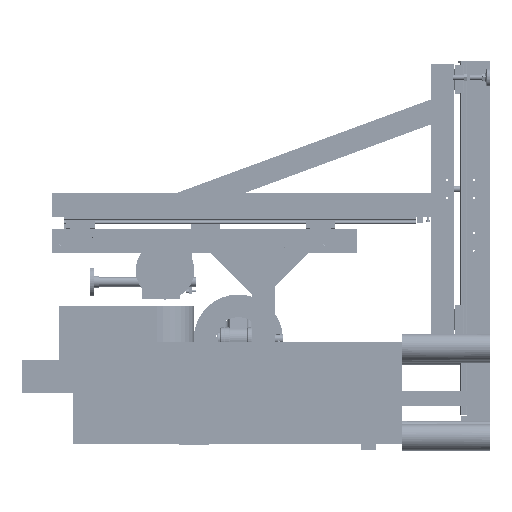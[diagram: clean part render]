
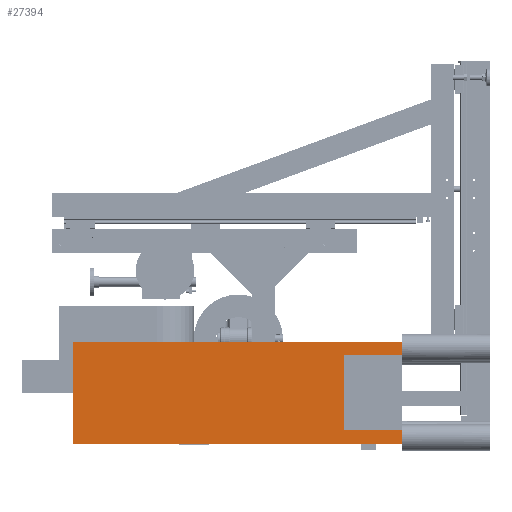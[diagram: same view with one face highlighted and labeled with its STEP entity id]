
A CAD part, left-side view. The second image highlights one B-rep face of the part: STEP entity #27394.
In plain terms, the highlighted face is planar.
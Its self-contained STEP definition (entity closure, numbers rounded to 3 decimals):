
#80 = ORIENTED_EDGE ( 'NONE', *, *, #59022, .F. ) ;
#1058 = DIRECTION ( 'NONE',  ( -1., 0., 0. ) ) ;
#1579 = VECTOR ( 'NONE', #1058, 1000. ) ;
#2076 = ORIENTED_EDGE ( 'NONE', *, *, #22590, .F. ) ;
#2092 = VERTEX_POINT ( 'NONE', #57800 ) ;
#2182 = ORIENTED_EDGE ( 'NONE', *, *, #72783, .F. ) ;
#2578 = CARTESIAN_POINT ( 'NONE',  ( 0., 0., 290. ) ) ;
#2619 = CARTESIAN_POINT ( 'NONE',  ( 303.421, 197., 290. ) ) ;
#3033 = VERTEX_POINT ( 'NONE', #6396 ) ;
#3685 = VERTEX_POINT ( 'NONE', #6283 ) ;
#6283 = CARTESIAN_POINT ( 'NONE',  ( 350., 1120., 290. ) ) ;
#6357 = VERTEX_POINT ( 'NONE', #22909 ) ;
#6396 = CARTESIAN_POINT ( 'NONE',  ( 303.421, 197., 290. ) ) ;
#7077 = CARTESIAN_POINT ( 'NONE',  ( 303.421, 0., 290. ) ) ;
#7348 = LINE ( 'NONE', #53724, #59131 ) ;
#9837 = ORIENTED_EDGE ( 'NONE', *, *, #27093, .F. ) ;
#11633 = VECTOR ( 'NONE', #15069, 1000. ) ;
#11990 = CARTESIAN_POINT ( 'NONE',  ( 350., 0., 290. ) ) ;
#12664 = VERTEX_POINT ( 'NONE', #61097 ) ;
#12697 = LINE ( 'NONE', #66919, #72852 ) ;
#14409 = LINE ( 'NONE', #11990, #17642 ) ;
#15069 = DIRECTION ( 'NONE',  ( 0., -1., 0. ) ) ;
#17642 = VECTOR ( 'NONE', #18795, 1000. ) ;
#18678 = DIRECTION ( 'NONE',  ( -1., 0., 0. ) ) ;
#18697 = DIRECTION ( 'NONE',  ( 1., 0., 0. ) ) ;
#18795 = DIRECTION ( 'NONE',  ( -1., 0., 0. ) ) ;
#19003 = CARTESIAN_POINT ( 'NONE',  ( 350., 1120., 290. ) ) ;
#20139 = VECTOR ( 'NONE', #33599, 1000. ) ;
#20798 = CARTESIAN_POINT ( 'NONE',  ( 350., 0., 290. ) ) ;
#20909 = LINE ( 'NONE', #77033, #71513 ) ;
#22590 = EDGE_CURVE ( 'NONE', #3685, #25140, #68815, .T. ) ;
#22909 = CARTESIAN_POINT ( 'NONE',  ( 303.999, 0., 290. ) ) ;
#24553 = CARTESIAN_POINT ( 'NONE',  ( 350., 1120., 290. ) ) ;
#25140 = VERTEX_POINT ( 'NONE', #73280 ) ;
#26543 = DIRECTION ( 'NONE',  ( 0., -1., 0. ) ) ;
#27093 = EDGE_CURVE ( 'NONE', #2092, #86299, #49399, .T. ) ;
#27394 = ADVANCED_FACE ( 'NONE', ( #83010 ), #45884, .F. ) ;
#31063 = EDGE_CURVE ( 'NONE', #12664, #84930, #12697, .T. ) ;
#33599 = DIRECTION ( 'NONE',  ( -1., 0., 0. ) ) ;
#34359 = EDGE_CURVE ( 'NONE', #3033, #12664, #41795, .T. ) ;
#38133 = LINE ( 'NONE', #73384, #20139 ) ;
#39280 = ORIENTED_EDGE ( 'NONE', *, *, #31063, .F. ) ;
#41795 = LINE ( 'NONE', #48121, #1579 ) ;
#45884 = PLANE ( 'NONE',  #60162 ) ;
#48097 = LINE ( 'NONE', #20798, #83881 ) ;
#48121 = CARTESIAN_POINT ( 'NONE',  ( 303.421, 197., 290. ) ) ;
#49380 = ORIENTED_EDGE ( 'NONE', *, *, #77787, .F. ) ;
#49399 = LINE ( 'NONE', #52884, #86264 ) ;
#49959 = VERTEX_POINT ( 'NONE', #7077 ) ;
#50313 = DIRECTION ( 'NONE',  ( -1., 0., 0. ) ) ;
#51398 = ORIENTED_EDGE ( 'NONE', *, *, #34359, .F. ) ;
#51733 = VECTOR ( 'NONE', #18697, 1000. ) ;
#51772 = DIRECTION ( 'NONE',  ( 0., -1., 0. ) ) ;
#52540 = CARTESIAN_POINT ( 'NONE',  ( 0., 1120., 290. ) ) ;
#52884 = CARTESIAN_POINT ( 'NONE',  ( 350., 0., 290. ) ) ;
#53168 = DIRECTION ( 'NONE',  ( 0., 1., 0. ) ) ;
#53724 = CARTESIAN_POINT ( 'NONE',  ( 0., 1120., 290. ) ) ;
#55898 = LINE ( 'NONE', #19003, #51733 ) ;
#56546 = ORIENTED_EDGE ( 'NONE', *, *, #67689, .F. ) ;
#57262 = VECTOR ( 'NONE', #51772, 1000. ) ;
#57800 = CARTESIAN_POINT ( 'NONE',  ( 0.329, 0., 290. ) ) ;
#59022 = EDGE_CURVE ( 'NONE', #84930, #82062, #38133, .T. ) ;
#59109 = CARTESIAN_POINT ( 'NONE',  ( 0., 0., 290. ) ) ;
#59131 = VECTOR ( 'NONE', #53168, 1000. ) ;
#59681 = DIRECTION ( 'NONE',  ( 0., 0., -1. ) ) ;
#59960 = VERTEX_POINT ( 'NONE', #52540 ) ;
#60162 = AXIS2_PLACEMENT_3D ( 'NONE', #59109, #59681, #18678 ) ;
#61097 = CARTESIAN_POINT ( 'NONE',  ( 47.268, 197., 290. ) ) ;
#62903 = ORIENTED_EDGE ( 'NONE', *, *, #63985, .T. ) ;
#63985 = EDGE_CURVE ( 'NONE', #3033, #49959, #68628, .T. ) ;
#65691 = EDGE_CURVE ( 'NONE', #6357, #49959, #14409, .T. ) ;
#65788 = DIRECTION ( 'NONE',  ( -1., 0., 0. ) ) ;
#66919 = CARTESIAN_POINT ( 'NONE',  ( 47.268, 197., 290. ) ) ;
#67689 = EDGE_CURVE ( 'NONE', #86299, #59960, #7348, .T. ) ;
#67800 = ORIENTED_EDGE ( 'NONE', *, *, #65691, .F. ) ;
#68628 = LINE ( 'NONE', #2619, #11633 ) ;
#68815 = LINE ( 'NONE', #24553, #57262 ) ;
#71513 = VECTOR ( 'NONE', #50313, 1000. ) ;
#72783 = EDGE_CURVE ( 'NONE', #59960, #3685, #55898, .T. ) ;
#72835 = ORIENTED_EDGE ( 'NONE', *, *, #74702, .F. ) ;
#72852 = VECTOR ( 'NONE', #26543, 1000. ) ;
#73280 = CARTESIAN_POINT ( 'NONE',  ( 350., 0., 290. ) ) ;
#73384 = CARTESIAN_POINT ( 'NONE',  ( 350., 0., 290. ) ) ;
#73941 = CARTESIAN_POINT ( 'NONE',  ( 47.268, 0., 290. ) ) ;
#74702 = EDGE_CURVE ( 'NONE', #25140, #6357, #48097, .T. ) ;
#75029 = DIRECTION ( 'NONE',  ( -1., 0., 0. ) ) ;
#77033 = CARTESIAN_POINT ( 'NONE',  ( 0., 0., 290. ) ) ;
#77239 = EDGE_LOOP ( 'NONE', ( #80, #39280, #51398, #62903, #67800, #72835, #2076, #2182, #56546, #9837, #49380 ) ) ;
#77787 = EDGE_CURVE ( 'NONE', #82062, #2092, #20909, .T. ) ;
#80498 = CARTESIAN_POINT ( 'NONE',  ( 47.194, 0., 290. ) ) ;
#82062 = VERTEX_POINT ( 'NONE', #80498 ) ;
#83010 = FACE_OUTER_BOUND ( 'NONE', #77239, .T. ) ;
#83881 = VECTOR ( 'NONE', #75029, 1000. ) ;
#84930 = VERTEX_POINT ( 'NONE', #73941 ) ;
#86264 = VECTOR ( 'NONE', #65788, 1000. ) ;
#86299 = VERTEX_POINT ( 'NONE', #2578 ) ;
